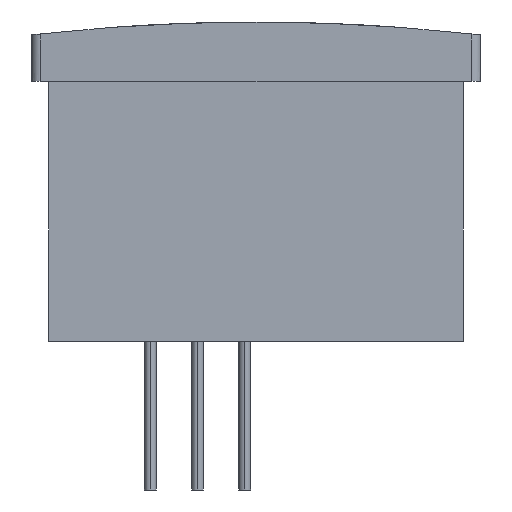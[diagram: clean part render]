
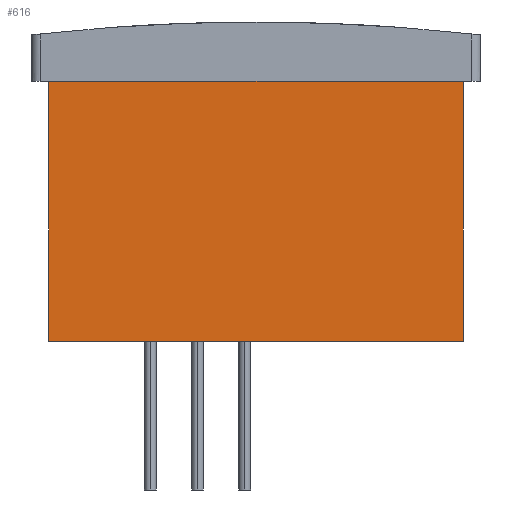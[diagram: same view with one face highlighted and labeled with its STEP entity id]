
A CAD part, left-side view. The second image highlights one B-rep face of the part: STEP entity #616.
In plain terms, the highlighted planar face has unit normal (-1, 0, 0).
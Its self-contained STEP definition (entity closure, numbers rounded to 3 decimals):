
#19 = CARTESIAN_POINT ( 'NONE',  ( -22.75, -11.15, -15.25 ) ) ;
#49 = EDGE_CURVE ( 'NONE', #1374, #208, #410, .T. ) ;
#116 = DIRECTION ( 'NONE',  ( 0., 1., 0. ) ) ;
#208 = VERTEX_POINT ( 'NONE', #315 ) ;
#223 = FACE_OUTER_BOUND ( 'NONE', #1509, .T. ) ;
#230 = PLANE ( 'NONE',  #1385 ) ;
#246 = VECTOR ( 'NONE', #1360, 1000. ) ;
#315 = CARTESIAN_POINT ( 'NONE',  ( -22.75, -11.15, -1.25 ) ) ;
#382 = ORIENTED_EDGE ( 'NONE', *, *, #534, .F. ) ;
#386 = CARTESIAN_POINT ( 'NONE',  ( -22.75, 11.15, -15.25 ) ) ;
#410 = LINE ( 'NONE', #512, #640 ) ;
#431 = CARTESIAN_POINT ( 'NONE',  ( -22.75, -11.15, -1.25 ) ) ;
#510 = LINE ( 'NONE', #386, #1084 ) ;
#512 = CARTESIAN_POINT ( 'NONE',  ( -22.75, -11.15, -15.25 ) ) ;
#534 = EDGE_CURVE ( 'NONE', #679, #1209, #510, .T. ) ;
#543 = DIRECTION ( 'NONE',  ( 0., 0., 1. ) ) ;
#601 = ORIENTED_EDGE ( 'NONE', *, *, #1452, .F. ) ;
#616 = ADVANCED_FACE ( 'NONE', ( #223 ), #230, .F. ) ;
#640 = VECTOR ( 'NONE', #543, 1000. ) ;
#679 = VERTEX_POINT ( 'NONE', #1444 ) ;
#712 = DIRECTION ( 'NONE',  ( 1., 0., 0. ) ) ;
#992 = DIRECTION ( 'NONE',  ( 0., 0., 1. ) ) ;
#1059 = CARTESIAN_POINT ( 'NONE',  ( -22.75, -11.15, -15.25 ) ) ;
#1084 = VECTOR ( 'NONE', #992, 1000. ) ;
#1085 = VECTOR ( 'NONE', #116, 1000. ) ;
#1209 = VERTEX_POINT ( 'NONE', #1271 ) ;
#1218 = EDGE_CURVE ( 'NONE', #208, #1209, #1522, .T. ) ;
#1222 = ORIENTED_EDGE ( 'NONE', *, *, #49, .T. ) ;
#1271 = CARTESIAN_POINT ( 'NONE',  ( -22.75, 11.15, -1.25 ) ) ;
#1360 = DIRECTION ( 'NONE',  ( 0., 1., 0. ) ) ;
#1374 = VERTEX_POINT ( 'NONE', #1480 ) ;
#1385 = AXIS2_PLACEMENT_3D ( 'NONE', #1059, #712, #1545 ) ;
#1444 = CARTESIAN_POINT ( 'NONE',  ( -22.75, 11.15, -15.25 ) ) ;
#1452 = EDGE_CURVE ( 'NONE', #1374, #679, #1458, .T. ) ;
#1458 = LINE ( 'NONE', #19, #246 ) ;
#1480 = CARTESIAN_POINT ( 'NONE',  ( -22.75, -11.15, -15.25 ) ) ;
#1509 = EDGE_LOOP ( 'NONE', ( #1542, #382, #601, #1222 ) ) ;
#1522 = LINE ( 'NONE', #431, #1085 ) ;
#1542 = ORIENTED_EDGE ( 'NONE', *, *, #1218, .T. ) ;
#1545 = DIRECTION ( 'NONE',  ( 0., 0., -1. ) ) ;
